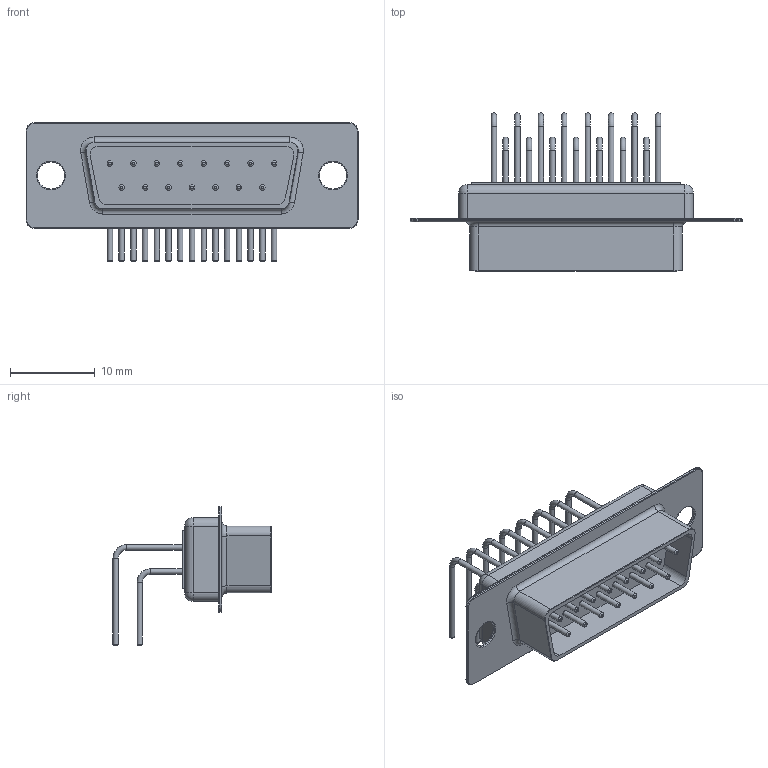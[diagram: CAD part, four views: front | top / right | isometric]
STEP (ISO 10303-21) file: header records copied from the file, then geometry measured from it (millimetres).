
FILE_DESCRIPTION(/* description */ ('model of DSUB-15_Male_Horizontal_P2.77x2.84mm_EdgePinOffset9.40mm'),/* implementation_level */ '2;1');
FILE_NAME(/* name */ 'DSUB-15_Male_Horizontal_P2.77x2.84mm_EdgePinOffset9.40mm.step',/* time_stamp */ '2024-02-10T16:03:29',/* author */ ('KiCAD','kicad'),/* organization */ ('OCCT'),/* preprocessor_version */ '',/* originating_system */ 'KiCAD',/* authorisation */ '');
FILE_SCHEMA(('AUTOMOTIVE_DESIGN { 1 0 10303 214 1 1 1 1 }'));
Length unit declared in the file: millimetre
Products named in the file (1): DSUB-15_Male_Horizontal_P2.77x2.84mm_EdgePinOffset9.40mm
Bounding box: 39.2 x 18.66 x 16.4 mm (x, y, z)
Volume: 1917.2 mm3; surface area: 2696.5 mm2
Topology: 1 solids, 2 shells, 233 faces, 481 edges, 282 vertices
Faces by surface type: cylinder 98, plane 62, torus 61, cone 4, sphere 4, revolution 4
Full cylindrical faces by diameter (mm): 0.64 x60, 3.2 x2
Entity records: 9397 total; most frequent: CARTESIAN_POINT 1356, DIRECTION 1236, ORIENTED_EDGE 954, AXIS2_PLACEMENT_3D 529, EDGE_CURVE 477, PRESENTATION_STYLE_ASSIGNMENT 313, SURFACE_STYLE_USAGE 313, SURFACE_SIDE_STYLE 313
